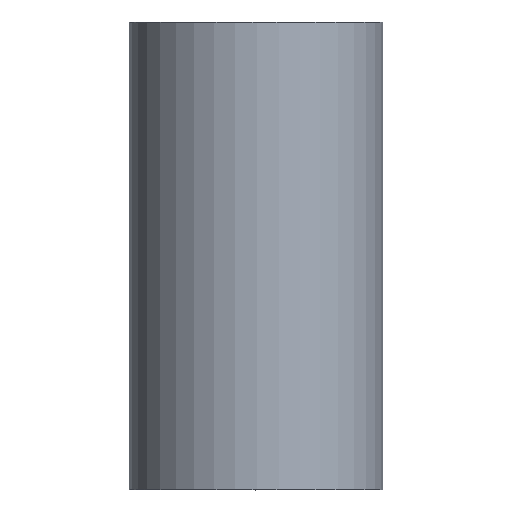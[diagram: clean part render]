
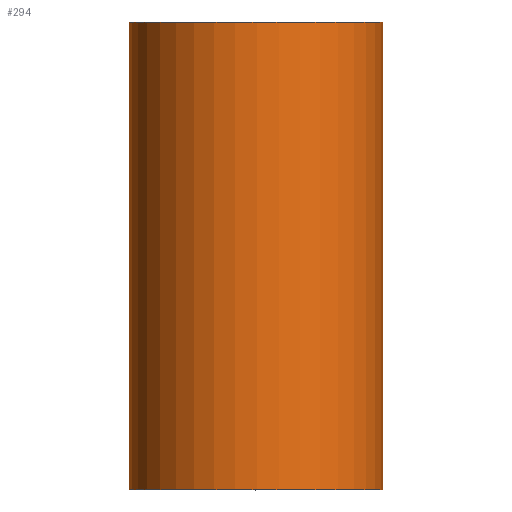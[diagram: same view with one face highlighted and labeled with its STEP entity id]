
A CAD part, top view. The second image highlights one B-rep face of the part: STEP entity #294.
In plain terms, the highlighted cylindrical face has radius 41.275 mm (diameter 82.55 mm), a partial arc.
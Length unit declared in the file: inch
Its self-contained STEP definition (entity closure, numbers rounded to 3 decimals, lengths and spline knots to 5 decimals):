
#99=CARTESIAN_POINT('',(-1.62483,-2.99998,0.02338));
#100=VERTEX_POINT('',#99);
#108=CARTESIAN_POINT('',(-1.62483,3.00002,0.02338));
#109=VERTEX_POINT('',#108);
#110=CARTESIAN_POINT('',(-1.62483,0.00002,0.02338));
#111=DIRECTION('',(0.,-1.,0.));
#112=VECTOR('',#111,1.);
#113=LINE('',#110,#112);
#114=EDGE_CURVE('',#109,#100,#113,.T.);
#262=CARTESIAN_POINT('',(0.,-2.99998,-1.62502));
#263=VERTEX_POINT('',#262);
#264=CARTESIAN_POINT('',(0.,-2.99998,-0.00002));
#265=DIRECTION('',(0.,1.,0.));
#266=DIRECTION('',(1.,0.,0.));
#267=AXIS2_PLACEMENT_3D('',#264,#265,#266);
#268=CIRCLE('',#267,1.625);
#269=EDGE_CURVE('',#100,#263,#268,.T.);
#270=ORIENTED_EDGE('',*,*,#269,.T.);
#271=CARTESIAN_POINT('',(0.,3.00002,-1.62502));
#272=VERTEX_POINT('',#271);
#273=CARTESIAN_POINT('',(0.,0.00002,-1.62502));
#274=DIRECTION('',(0.,1.,0.));
#275=VECTOR('',#274,1.);
#276=LINE('',#273,#275);
#277=EDGE_CURVE('',#263,#272,#276,.T.);
#278=ORIENTED_EDGE('',*,*,#277,.T.);
#279=CARTESIAN_POINT('',(0.,3.00002,-0.00002));
#280=DIRECTION('',(0.,-1.,0.));
#281=DIRECTION('',(1.,0.,0.));
#282=AXIS2_PLACEMENT_3D('',#279,#280,#281);
#283=CIRCLE('',#282,1.625);
#284=EDGE_CURVE('',#272,#109,#283,.T.);
#285=ORIENTED_EDGE('',*,*,#284,.T.);
#286=ORIENTED_EDGE('',*,*,#114,.T.);
#287=EDGE_LOOP('',(#270,#278,#285,#286));
#288=FACE_OUTER_BOUND('',#287,.T.);
#289=CARTESIAN_POINT('',(0.,0.00002,-0.00002));
#290=DIRECTION('',(0.,-1.,0.));
#291=DIRECTION('',(-0.712,0.,-0.702));
#292=AXIS2_PLACEMENT_3D('',#289,#290,#291);
#293=CYLINDRICAL_SURFACE('',#292,1.625);
#294=ADVANCED_FACE('',(#288),#293,.T.);
